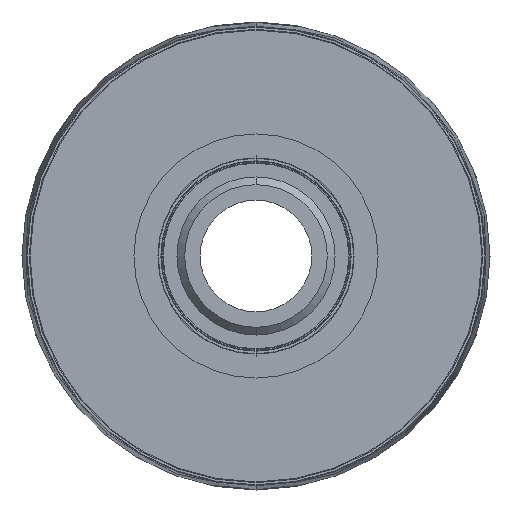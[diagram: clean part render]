
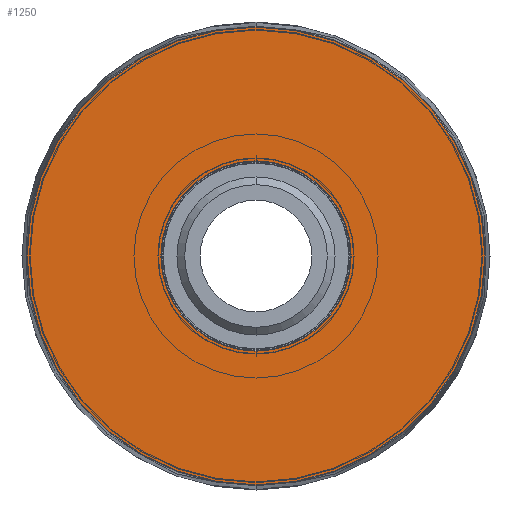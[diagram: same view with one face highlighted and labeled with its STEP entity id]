
A CAD part, front view. The second image highlights one B-rep face of the part: STEP entity #1250.
In plain terms, the highlighted planar face has unit normal (0, -1, 0).
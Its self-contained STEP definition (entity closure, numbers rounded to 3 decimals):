
#50 = EDGE_CURVE ( 'NONE', #1094, #476, #195, .T. ) ;
#73 = DIRECTION ( 'NONE',  ( 0., 0., 1. ) ) ;
#195 = CIRCLE ( 'NONE', #1388, 29.609 ) ;
#230 = DIRECTION ( 'NONE',  ( 0., 1., 0. ) ) ;
#242 = DIRECTION ( 'NONE',  ( 0., 0., 1. ) ) ;
#293 = FACE_BOUND ( 'NONE', #311, .T. ) ;
#308 = CIRCLE ( 'NONE', #1810, 12.305 ) ;
#311 = EDGE_LOOP ( 'NONE', ( #378, #698 ) ) ;
#336 = ORIENTED_EDGE ( 'NONE', *, *, #50, .T. ) ;
#378 = ORIENTED_EDGE ( 'NONE', *, *, #708, .T. ) ;
#413 = CARTESIAN_POINT ( 'NONE',  ( -44.452, 239.357, 179.65 ) ) ;
#463 = FACE_OUTER_BOUND ( 'NONE', #1789, .T. ) ;
#476 = VERTEX_POINT ( 'NONE', #1435 ) ;
#480 = PLANE ( 'NONE',  #674 ) ;
#486 = CARTESIAN_POINT ( 'NONE',  ( -44.452, 239.357, 209.259 ) ) ;
#674 = AXIS2_PLACEMENT_3D ( 'NONE', #1937, #1467, #804 ) ;
#682 = EDGE_CURVE ( 'NONE', #916, #1738, #308, .T. ) ;
#698 = ORIENTED_EDGE ( 'NONE', *, *, #682, .T. ) ;
#704 = AXIS2_PLACEMENT_3D ( 'NONE', #1457, #1470, #1325 ) ;
#708 = EDGE_CURVE ( 'NONE', #1738, #916, #918, .T. ) ;
#759 = ORIENTED_EDGE ( 'NONE', *, *, #2106, .T. ) ;
#804 = DIRECTION ( 'NONE',  ( 0., 0., 1. ) ) ;
#916 = VERTEX_POINT ( 'NONE', #1432 ) ;
#918 = CIRCLE ( 'NONE', #1227, 12.305 ) ;
#1027 = CARTESIAN_POINT ( 'NONE',  ( -44.452, 239.357, 179.65 ) ) ;
#1094 = VERTEX_POINT ( 'NONE', #486 ) ;
#1183 = CIRCLE ( 'NONE', #704, 29.609 ) ;
#1227 = AXIS2_PLACEMENT_3D ( 'NONE', #413, #230, #73 ) ;
#1250 = ADVANCED_FACE ( 'NONE', ( #463, #293 ), #480, .F. ) ;
#1277 = DIRECTION ( 'NONE',  ( 0., -1., 0. ) ) ;
#1295 = CARTESIAN_POINT ( 'NONE',  ( -44.452, 239.357, 179.65 ) ) ;
#1325 = DIRECTION ( 'NONE',  ( 0., 0., 1. ) ) ;
#1388 = AXIS2_PLACEMENT_3D ( 'NONE', #1295, #1277, #1578 ) ;
#1432 = CARTESIAN_POINT ( 'NONE',  ( -44.452, 239.357, 167.345 ) ) ;
#1435 = CARTESIAN_POINT ( 'NONE',  ( -44.452, 239.357, 150.041 ) ) ;
#1439 = CARTESIAN_POINT ( 'NONE',  ( -44.452, 239.357, 191.955 ) ) ;
#1457 = CARTESIAN_POINT ( 'NONE',  ( -44.452, 239.357, 179.65 ) ) ;
#1467 = DIRECTION ( 'NONE',  ( 0., 1., 0. ) ) ;
#1470 = DIRECTION ( 'NONE',  ( 0., -1., 0. ) ) ;
#1578 = DIRECTION ( 'NONE',  ( 0., 0., 1. ) ) ;
#1690 = DIRECTION ( 'NONE',  ( 0., 1., 0. ) ) ;
#1738 = VERTEX_POINT ( 'NONE', #1439 ) ;
#1789 = EDGE_LOOP ( 'NONE', ( #336, #759 ) ) ;
#1810 = AXIS2_PLACEMENT_3D ( 'NONE', #1027, #1690, #242 ) ;
#1937 = CARTESIAN_POINT ( 'NONE',  ( -56.657, 239.357, 179.65 ) ) ;
#2106 = EDGE_CURVE ( 'NONE', #476, #1094, #1183, .T. ) ;
